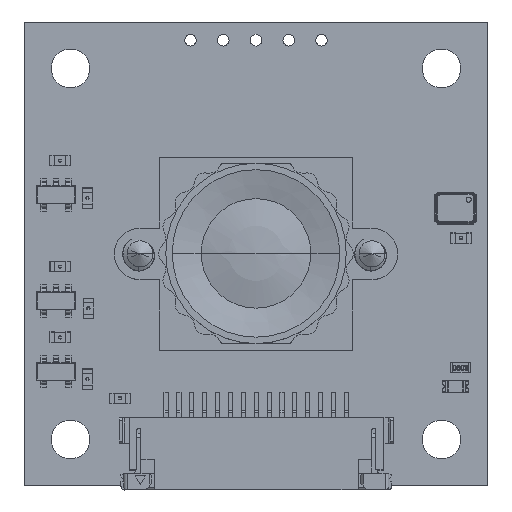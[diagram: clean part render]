
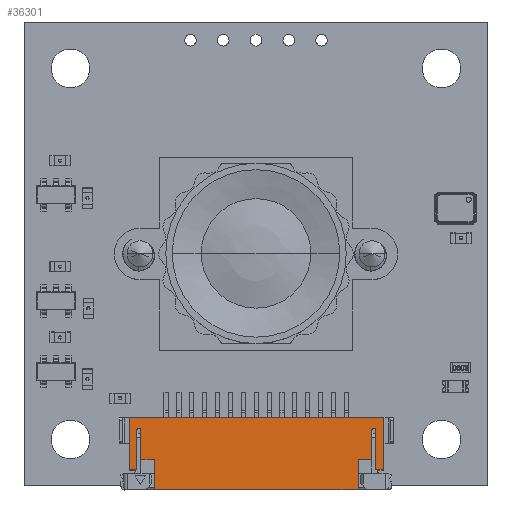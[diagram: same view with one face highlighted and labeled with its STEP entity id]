
A CAD part, top view. The second image highlights one B-rep face of the part: STEP entity #36301.
In plain terms, the highlighted face is planar.
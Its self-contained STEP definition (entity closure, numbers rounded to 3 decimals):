
#21465=DIRECTION('',(0.,0.,-1.));
#21466=VECTOR('',#21465,4.05);
#21467=CARTESIAN_POINT('',(9.85,1.35,1.25));
#21468=LINE('',#21467,#21466);
#22801=DIRECTION('',(0.,0.,1.));
#22802=VECTOR('',#22801,2.3);
#22803=CARTESIAN_POINT('',(-8.975,1.35,-1.85));
#22804=LINE('',#22803,#22802);
#24378=DIRECTION('',(0.,0.,1.));
#24379=VECTOR('',#24378,3.1);
#24380=CARTESIAN_POINT('',(9.275,1.35,-1.85));
#24381=LINE('',#24380,#24379);
#24390=DIRECTION('',(1.,0.,0.));
#24391=VECTOR('',#24390,0.575);
#24392=CARTESIAN_POINT('',(9.275,1.35,1.25));
#24393=LINE('',#24392,#24391);
#24402=DIRECTION('',(0.,0.,1.));
#24403=VECTOR('',#24402,2.35);
#24404=CARTESIAN_POINT('',(7.9,1.35,0.45));
#24405=LINE('',#24404,#24403);
#24406=DIRECTION('',(-1.,0.,0.));
#24407=VECTOR('',#24406,15.8);
#24408=CARTESIAN_POINT('',(7.9,1.35,2.8));
#24409=LINE('',#24408,#24407);
#24410=DIRECTION('',(0.,0.,-1.));
#24411=VECTOR('',#24410,2.35);
#24412=CARTESIAN_POINT('',(-7.9,1.35,2.8));
#24413=LINE('',#24412,#24411);
#24414=CARTESIAN_POINT('',(-9.125,1.35,-1.85));
#24415=DIRECTION('',(0.,1.,0.));
#24416=DIRECTION('',(1.,0.,0.));
#24417=AXIS2_PLACEMENT_3D('',#24414,#24415,#24416);
#24419=DIRECTION('',(-1.,0.,0.));
#24420=VECTOR('',#24419,0.575);
#24421=CARTESIAN_POINT('',(-9.275,1.35,1.25));
#24422=LINE('',#24421,#24420);
#24423=DIRECTION('',(0.,0.,-1.));
#24424=VECTOR('',#24423,4.05);
#24425=CARTESIAN_POINT('',(-9.85,1.35,1.25));
#24426=LINE('',#24425,#24424);
#24427=CARTESIAN_POINT('',(9.125,1.35,-1.85));
#24428=DIRECTION('',(0.,1.,0.));
#24429=DIRECTION('',(1.,0.,0.));
#24430=AXIS2_PLACEMENT_3D('',#24427,#24428,#24429);
#24432=DIRECTION('',(0.,0.,1.));
#24433=VECTOR('',#24432,2.3);
#24434=CARTESIAN_POINT('',(8.975,1.35,-1.85));
#24435=LINE('',#24434,#24433);
#24436=DIRECTION('',(1.,0.,0.));
#24437=VECTOR('',#24436,1.075);
#24438=CARTESIAN_POINT('',(7.9,1.35,0.45));
#24439=LINE('',#24438,#24437);
#25649=DIRECTION('',(1.,0.,0.));
#25650=VECTOR('',#25649,1.075);
#25651=CARTESIAN_POINT('',(-8.975,1.35,0.45));
#25652=LINE('',#25651,#25650);
#25763=DIRECTION('',(0.,0.,-1.));
#25764=VECTOR('',#25763,3.1);
#25765=CARTESIAN_POINT('',(-9.275,1.35,1.25));
#25766=LINE('',#25765,#25764);
#25892=DIRECTION('',(-1.,0.,0.));
#25893=VECTOR('',#25892,19.7);
#25894=CARTESIAN_POINT('',(9.85,1.35,-2.8));
#25895=LINE('',#25894,#25893);
#28783=CARTESIAN_POINT('',(-9.85,1.35,-2.8));
#28784=VERTEX_POINT('',#28783);
#28785=CARTESIAN_POINT('',(-9.85,1.35,1.25));
#28786=VERTEX_POINT('',#28785);
#29037=CARTESIAN_POINT('',(-8.975,1.35,-1.85));
#29038=VERTEX_POINT('',#29037);
#29039=CARTESIAN_POINT('',(-9.275,1.35,-1.85));
#29040=VERTEX_POINT('',#29039);
#29059=CARTESIAN_POINT('',(-8.975,1.35,0.45));
#29060=VERTEX_POINT('',#29059);
#29744=CARTESIAN_POINT('',(8.975,1.35,0.45));
#29745=VERTEX_POINT('',#29744);
#29746=CARTESIAN_POINT('',(8.975,1.35,-1.85));
#29747=VERTEX_POINT('',#29746);
#29760=CARTESIAN_POINT('',(7.9,1.35,0.45));
#29761=VERTEX_POINT('',#29760);
#29762=CARTESIAN_POINT('',(7.9,1.35,2.8));
#29763=VERTEX_POINT('',#29762);
#29764=CARTESIAN_POINT('',(-7.9,1.35,2.8));
#29765=VERTEX_POINT('',#29764);
#29766=CARTESIAN_POINT('',(-7.9,1.35,0.45));
#29767=VERTEX_POINT('',#29766);
#29768=CARTESIAN_POINT('',(-9.275,1.35,1.25));
#29769=VERTEX_POINT('',#29768);
#29770=CARTESIAN_POINT('',(9.85,1.35,-2.8));
#29771=VERTEX_POINT('',#29770);
#29772=CARTESIAN_POINT('',(9.85,1.35,1.25));
#29773=VERTEX_POINT('',#29772);
#29774=CARTESIAN_POINT('',(9.275,1.35,1.25));
#29775=VERTEX_POINT('',#29774);
#29776=CARTESIAN_POINT('',(9.275,1.35,-1.85));
#29777=VERTEX_POINT('',#29776);
#36268=CARTESIAN_POINT('',(-9.85,1.35,-2.8));
#36269=DIRECTION('',(0.,1.,0.));
#36270=DIRECTION('',(0.,0.,1.));
#36271=AXIS2_PLACEMENT_3D('',#36268,#36269,#36270);
#36272=PLANE('',#36271);
#36274=ORIENTED_EDGE('',*,*,#36273,.F.);
#36276=ORIENTED_EDGE('',*,*,#36275,.T.);
#36278=ORIENTED_EDGE('',*,*,#36277,.T.);
#36280=ORIENTED_EDGE('',*,*,#36279,.T.);
#36282=ORIENTED_EDGE('',*,*,#36281,.F.);
#36283=ORIENTED_EDGE('',*,*,#34096,.F.);
#36284=ORIENTED_EDGE('',*,*,#34078,.T.);
#36286=ORIENTED_EDGE('',*,*,#36285,.F.);
#36288=ORIENTED_EDGE('',*,*,#36287,.T.);
#36289=ORIENTED_EDGE('',*,*,#31387,.T.);
#36291=ORIENTED_EDGE('',*,*,#36290,.F.);
#36292=ORIENTED_EDGE('',*,*,#32461,.F.);
#36293=ORIENTED_EDGE('',*,*,#36258,.F.);
#36294=ORIENTED_EDGE('',*,*,#36245,.F.);
#36296=ORIENTED_EDGE('',*,*,#36295,.T.);
#36298=ORIENTED_EDGE('',*,*,#36297,.T.);
#36299=EDGE_LOOP('',(#36274,#36276,#36278,#36280,#36282,#36283,#36284,#36286,
#36288,#36289,#36291,#36292,#36293,#36294,#36296,#36298));
#36300=FACE_OUTER_BOUND('',#36299,.F.);
#24418=CIRCLE('',#24417,0.15);
#24431=CIRCLE('',#24430,0.15);
#31387=EDGE_CURVE('',#28786,#28784,#24426,.T.);
#32461=EDGE_CURVE('',#29773,#29771,#21468,.T.);
#34078=EDGE_CURVE('',#29038,#29040,#24418,.T.);
#34096=EDGE_CURVE('',#29038,#29060,#22804,.T.);
#36245=EDGE_CURVE('',#29777,#29775,#24381,.T.);
#36258=EDGE_CURVE('',#29775,#29773,#24393,.T.);
#36273=EDGE_CURVE('',#29761,#29745,#24439,.T.);
#36275=EDGE_CURVE('',#29761,#29763,#24405,.T.);
#36277=EDGE_CURVE('',#29763,#29765,#24409,.T.);
#36279=EDGE_CURVE('',#29765,#29767,#24413,.T.);
#36281=EDGE_CURVE('',#29060,#29767,#25652,.T.);
#36285=EDGE_CURVE('',#29769,#29040,#25766,.T.);
#36287=EDGE_CURVE('',#29769,#28786,#24422,.T.);
#36290=EDGE_CURVE('',#29771,#28784,#25895,.T.);
#36295=EDGE_CURVE('',#29777,#29747,#24431,.T.);
#36297=EDGE_CURVE('',#29747,#29745,#24435,.T.);
#36301=ADVANCED_FACE('',(#36300),#36272,.T.);
